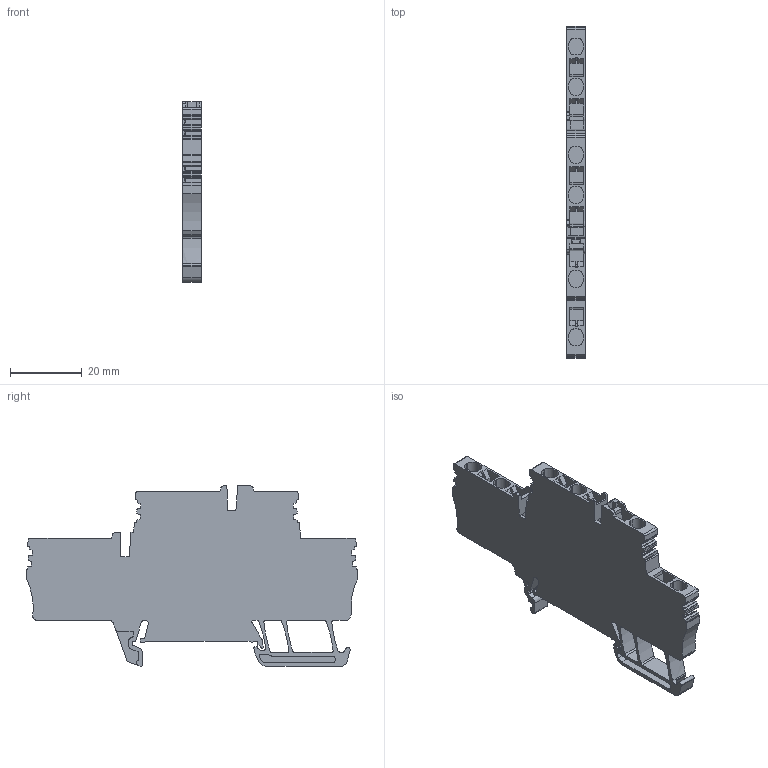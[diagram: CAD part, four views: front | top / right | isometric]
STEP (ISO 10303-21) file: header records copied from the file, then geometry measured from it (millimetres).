
FILE_DESCRIPTION(('CATIA V5R22 STEP214','CAx-IF Rec.Pracs.--- Model Styling and Organization---1.4--- 2014-01-23'),'2;1');
FILE_NAME ('026532-2_1', '2020-09-15T13:12:53+00:00', ('Weidmueller Interface'), ('Weidmueller'), 'CATIA Version 5-6 Release 2016 SP3 HF44', 'CATIA V5 STEP AP214', 'none');
FILE_SCHEMA(('AUTOMOTIVE_DESIGN { 1 0 10303 214 1 1 1 1 }'));
Length unit declared in the file: millimetre
Products named in the file (1): 1924500000
Bounding box: 5.1 x 92.6 x 50.45 mm (x, y, z)
Volume: 13825.4 mm3; surface area: 9744.7 mm2
Topology: 1 solids, 1 shells, 524 faces, 1528 edges, 1014 vertices
Faces by surface type: plane 342, cylinder 172, cone 6, torus 2, sphere 2
Entity records: 16527 total; most frequent: ORIENTED_EDGE 3052, CARTESIAN_POINT 3037, DIRECTION 2368, EDGE_CURVE 1526, VECTOR 1150, LINE 1150, VERTEX_POINT 1014, AXIS2_PLACEMENT_3D 784
